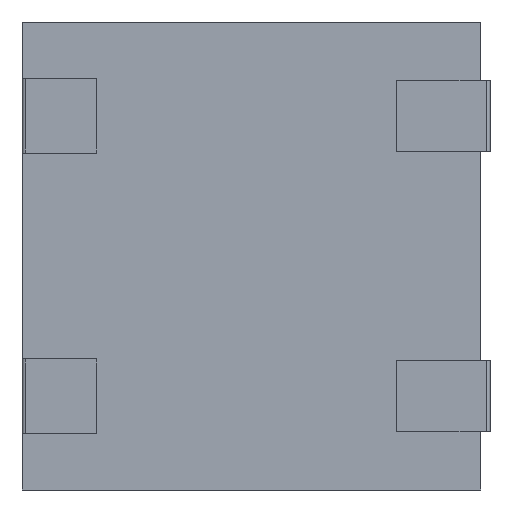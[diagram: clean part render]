
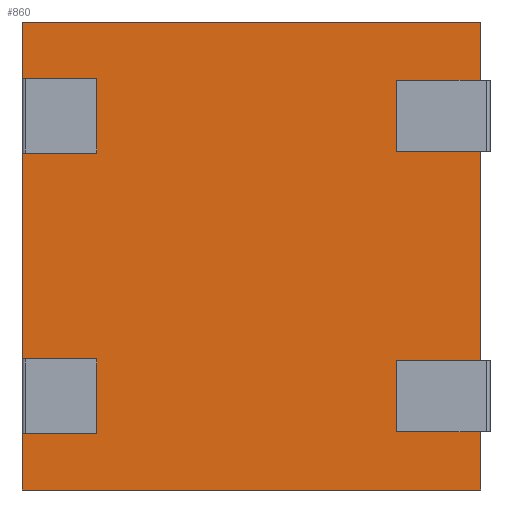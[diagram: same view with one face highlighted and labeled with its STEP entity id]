
A CAD part, front view. The second image highlights one B-rep face of the part: STEP entity #860.
In plain terms, the highlighted planar face has unit normal (0, -1, 0).
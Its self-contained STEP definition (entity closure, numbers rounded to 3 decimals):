
#1=DIRECTION('',(1.,0.,0.));
#2=VECTOR('',#1,2.);
#3=CARTESIAN_POINT('',(-6.25,0.,-2.75));
#4=LINE('',#3,#2);
#5=DIRECTION('',(0.,0.,1.));
#6=VECTOR('',#5,5.5);
#7=CARTESIAN_POINT('',(-6.25,0.,-2.75));
#8=LINE('',#7,#6);
#9=DIRECTION('',(1.,0.,0.));
#10=VECTOR('',#9,2.);
#11=CARTESIAN_POINT('',(-6.25,0.,2.75));
#12=LINE('',#11,#10);
#13=DIRECTION('',(0.,0.,-1.));
#14=VECTOR('',#13,2.);
#15=CARTESIAN_POINT('',(-4.25,0.,4.75));
#16=LINE('',#15,#14);
#17=DIRECTION('',(1.,0.,0.));
#18=VECTOR('',#17,2.);
#19=CARTESIAN_POINT('',(-6.25,0.,4.75));
#20=LINE('',#19,#18);
#21=DIRECTION('',(0.,0.,1.));
#22=VECTOR('',#21,1.5);
#23=CARTESIAN_POINT('',(-6.25,0.,4.75));
#24=LINE('',#23,#22);
#25=DIRECTION('',(1.,0.,0.));
#26=VECTOR('',#25,12.25);
#27=CARTESIAN_POINT('',(-6.25,0.,6.25));
#28=LINE('',#27,#26);
#29=DIRECTION('',(0.,0.,-1.));
#30=VECTOR('',#29,1.55);
#31=CARTESIAN_POINT('',(6.,0.,6.25));
#32=LINE('',#31,#30);
#33=DIRECTION('',(-1.,0.,0.));
#34=VECTOR('',#33,2.25);
#35=CARTESIAN_POINT('',(6.,0.,4.7));
#36=LINE('',#35,#34);
#37=DIRECTION('',(0.,0.,1.));
#38=VECTOR('',#37,1.9);
#39=CARTESIAN_POINT('',(3.75,0.,2.8));
#40=LINE('',#39,#38);
#41=DIRECTION('',(-1.,0.,0.));
#42=VECTOR('',#41,2.25);
#43=CARTESIAN_POINT('',(6.,0.,2.8));
#44=LINE('',#43,#42);
#45=DIRECTION('',(0.,0.,-1.));
#46=VECTOR('',#45,5.6);
#47=CARTESIAN_POINT('',(6.,0.,2.8));
#48=LINE('',#47,#46);
#49=DIRECTION('',(-1.,0.,0.));
#50=VECTOR('',#49,2.25);
#51=CARTESIAN_POINT('',(6.,0.,-2.8));
#52=LINE('',#51,#50);
#53=DIRECTION('',(0.,0.,1.));
#54=VECTOR('',#53,1.9);
#55=CARTESIAN_POINT('',(3.75,0.,-4.7));
#56=LINE('',#55,#54);
#57=DIRECTION('',(-1.,0.,0.));
#58=VECTOR('',#57,2.25);
#59=CARTESIAN_POINT('',(6.,0.,-4.7));
#60=LINE('',#59,#58);
#61=DIRECTION('',(0.,0.,-1.));
#62=VECTOR('',#61,1.55);
#63=CARTESIAN_POINT('',(6.,0.,-4.7));
#64=LINE('',#63,#62);
#65=DIRECTION('',(-1.,0.,0.));
#66=VECTOR('',#65,12.25);
#67=CARTESIAN_POINT('',(6.,0.,-6.25));
#68=LINE('',#67,#66);
#69=DIRECTION('',(0.,0.,1.));
#70=VECTOR('',#69,1.5);
#71=CARTESIAN_POINT('',(-6.25,0.,-6.25));
#72=LINE('',#71,#70);
#73=DIRECTION('',(1.,0.,0.));
#74=VECTOR('',#73,2.);
#75=CARTESIAN_POINT('',(-6.25,0.,-4.75));
#76=LINE('',#75,#74);
#77=DIRECTION('',(0.,0.,-1.));
#78=VECTOR('',#77,2.);
#79=CARTESIAN_POINT('',(-4.25,0.,-2.75));
#80=LINE('',#79,#78);
#613=CARTESIAN_POINT('',(-6.25,0.,6.25));
#614=CARTESIAN_POINT('',(6.,0.,6.25));
#615=VERTEX_POINT('',#613);
#616=VERTEX_POINT('',#614);
#617=CARTESIAN_POINT('',(6.,0.,-6.25));
#618=CARTESIAN_POINT('',(-6.25,0.,-6.25));
#619=VERTEX_POINT('',#617);
#620=VERTEX_POINT('',#618);
#693=CARTESIAN_POINT('',(-6.25,0.,-2.75));
#694=CARTESIAN_POINT('',(-4.25,0.,-2.75));
#695=VERTEX_POINT('',#693);
#696=VERTEX_POINT('',#694);
#697=CARTESIAN_POINT('',(-4.25,0.,-4.75));
#698=VERTEX_POINT('',#697);
#699=CARTESIAN_POINT('',(-6.25,0.,-4.75));
#700=VERTEX_POINT('',#699);
#701=CARTESIAN_POINT('',(3.75,0.,-4.7));
#702=CARTESIAN_POINT('',(3.75,0.,-2.8));
#703=VERTEX_POINT('',#701);
#704=VERTEX_POINT('',#702);
#705=CARTESIAN_POINT('',(6.,0.,-2.8));
#706=VERTEX_POINT('',#705);
#707=CARTESIAN_POINT('',(6.,0.,-4.7));
#708=VERTEX_POINT('',#707);
#709=CARTESIAN_POINT('',(-6.25,0.,4.75));
#710=CARTESIAN_POINT('',(-4.25,0.,4.75));
#711=VERTEX_POINT('',#709);
#712=VERTEX_POINT('',#710);
#713=CARTESIAN_POINT('',(-4.25,0.,2.75));
#714=VERTEX_POINT('',#713);
#715=CARTESIAN_POINT('',(-6.25,0.,2.75));
#716=VERTEX_POINT('',#715);
#717=CARTESIAN_POINT('',(6.,0.,4.7));
#718=CARTESIAN_POINT('',(3.75,0.,4.7));
#719=VERTEX_POINT('',#717);
#720=VERTEX_POINT('',#718);
#721=CARTESIAN_POINT('',(6.,0.,2.8));
#722=CARTESIAN_POINT('',(3.75,0.,2.8));
#723=VERTEX_POINT('',#721);
#724=VERTEX_POINT('',#722);
#813=CARTESIAN_POINT('',(0.,0.,0.));
#814=DIRECTION('',(0.,1.,0.));
#815=DIRECTION('',(1.,0.,0.));
#816=AXIS2_PLACEMENT_3D('',#813,#814,#815);
#817=PLANE('',#816);
#819=ORIENTED_EDGE('',*,*,#818,.F.);
#821=ORIENTED_EDGE('',*,*,#820,.T.);
#823=ORIENTED_EDGE('',*,*,#822,.T.);
#825=ORIENTED_EDGE('',*,*,#824,.F.);
#827=ORIENTED_EDGE('',*,*,#826,.F.);
#829=ORIENTED_EDGE('',*,*,#828,.T.);
#831=ORIENTED_EDGE('',*,*,#830,.T.);
#833=ORIENTED_EDGE('',*,*,#832,.T.);
#835=ORIENTED_EDGE('',*,*,#834,.T.);
#837=ORIENTED_EDGE('',*,*,#836,.F.);
#839=ORIENTED_EDGE('',*,*,#838,.F.);
#841=ORIENTED_EDGE('',*,*,#840,.T.);
#843=ORIENTED_EDGE('',*,*,#842,.T.);
#845=ORIENTED_EDGE('',*,*,#844,.F.);
#847=ORIENTED_EDGE('',*,*,#846,.F.);
#849=ORIENTED_EDGE('',*,*,#848,.T.);
#851=ORIENTED_EDGE('',*,*,#850,.T.);
#853=ORIENTED_EDGE('',*,*,#852,.T.);
#855=ORIENTED_EDGE('',*,*,#854,.T.);
#857=ORIENTED_EDGE('',*,*,#856,.F.);
#858=EDGE_LOOP('',(#819,#821,#823,#825,#827,#829,#831,#833,#835,#837,#839,#841,
#843,#845,#847,#849,#851,#853,#855,#857));
#859=FACE_OUTER_BOUND('',#858,.F.);
#818=EDGE_CURVE('',#695,#696,#4,.T.);
#820=EDGE_CURVE('',#695,#716,#8,.T.);
#822=EDGE_CURVE('',#716,#714,#12,.T.);
#824=EDGE_CURVE('',#712,#714,#16,.T.);
#826=EDGE_CURVE('',#711,#712,#20,.T.);
#828=EDGE_CURVE('',#711,#615,#24,.T.);
#830=EDGE_CURVE('',#615,#616,#28,.T.);
#832=EDGE_CURVE('',#616,#719,#32,.T.);
#834=EDGE_CURVE('',#719,#720,#36,.T.);
#836=EDGE_CURVE('',#724,#720,#40,.T.);
#838=EDGE_CURVE('',#723,#724,#44,.T.);
#840=EDGE_CURVE('',#723,#706,#48,.T.);
#842=EDGE_CURVE('',#706,#704,#52,.T.);
#844=EDGE_CURVE('',#703,#704,#56,.T.);
#846=EDGE_CURVE('',#708,#703,#60,.T.);
#848=EDGE_CURVE('',#708,#619,#64,.T.);
#850=EDGE_CURVE('',#619,#620,#68,.T.);
#852=EDGE_CURVE('',#620,#700,#72,.T.);
#854=EDGE_CURVE('',#700,#698,#76,.T.);
#856=EDGE_CURVE('',#696,#698,#80,.T.);
#860=ADVANCED_FACE('',(#859),#817,.F.);
